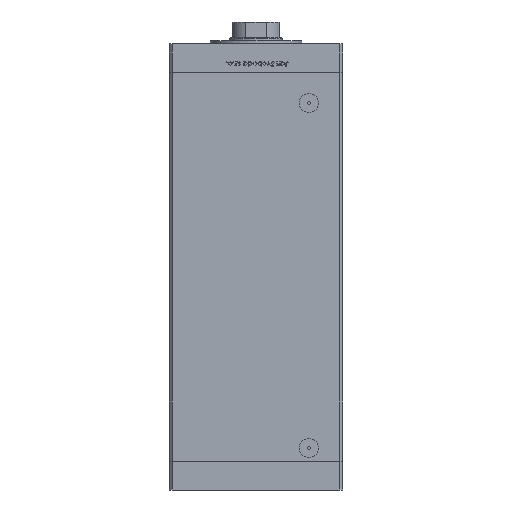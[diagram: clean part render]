
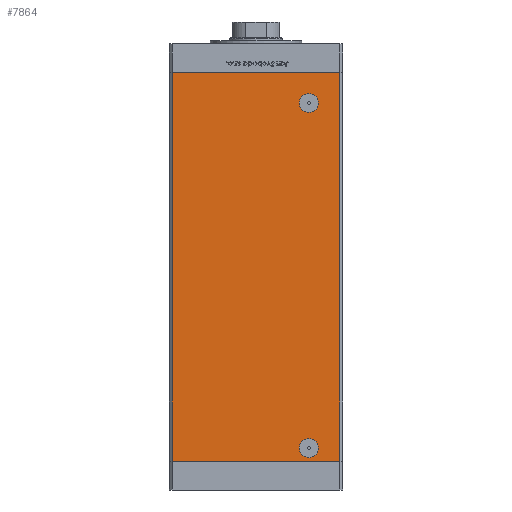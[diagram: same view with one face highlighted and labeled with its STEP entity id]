
A CAD part, front view. The second image highlights one B-rep face of the part: STEP entity #7864.
In plain terms, the highlighted planar face has unit normal (0, -1, 0).
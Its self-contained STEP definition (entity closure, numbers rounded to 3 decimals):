
#556 = FACE_BOUND ( 'NONE', #15008, .T. ) ;
#1179 = DIRECTION ( 'NONE',  ( 0., 1., 0. ) ) ;
#3399 = CARTESIAN_POINT ( 'NONE',  ( 58., -51., 268.5 ) ) ;
#3447 = AXIS2_PLACEMENT_3D ( 'NONE', #16473, #9076, #32559 ) ;
#3520 = VECTOR ( 'NONE', #44662, 1000. ) ;
#4212 = VERTEX_POINT ( 'NONE', #27604 ) ;
#4247 = AXIS2_PLACEMENT_3D ( 'NONE', #12768, #1179, #17777 ) ;
#5099 = CARTESIAN_POINT ( 'NONE',  ( 36.5, -51., 247.5 ) ) ;
#7864 = ADVANCED_FACE ( 'NONE', ( #12926, #37695, #556 ), #44834, .F. ) ;
#8600 = AXIS2_PLACEMENT_3D ( 'NONE', #5099, #31622, #47678 ) ;
#9076 = DIRECTION ( 'NONE',  ( 0., -1., 0. ) ) ;
#10541 = CARTESIAN_POINT ( 'NONE',  ( -58., -51., 268.5 ) ) ;
#10721 = VECTOR ( 'NONE', #35553, 1000. ) ;
#11633 = EDGE_CURVE ( 'NONE', #15300, #27898, #48000, .T. ) ;
#12768 = CARTESIAN_POINT ( 'NONE',  ( 36.5, -51., 247.5 ) ) ;
#12921 = EDGE_CURVE ( 'NONE', #13362, #27058, #25551, .T. ) ;
#12926 = FACE_BOUND ( 'NONE', #19938, .T. ) ;
#13362 = VERTEX_POINT ( 'NONE', #51626 ) ;
#13997 = DIRECTION ( 'NONE',  ( 0., 0., -1. ) ) ;
#15008 = EDGE_LOOP ( 'NONE', ( #51074, #50347 ) ) ;
#15300 = VERTEX_POINT ( 'NONE', #24883 ) ;
#16392 = CARTESIAN_POINT ( 'NONE',  ( 58., -51., 0. ) ) ;
#16473 = CARTESIAN_POINT ( 'NONE',  ( 36.5, -51., 9. ) ) ;
#17777 = DIRECTION ( 'NONE',  ( 0., 0., -1. ) ) ;
#18222 = CARTESIAN_POINT ( 'NONE',  ( 36.5, -51., 9. ) ) ;
#19938 = EDGE_LOOP ( 'NONE', ( #23989, #36886 ) ) ;
#20119 = VERTEX_POINT ( 'NONE', #27587 ) ;
#21918 = CARTESIAN_POINT ( 'NONE',  ( -58., -51., 0. ) ) ;
#23896 = ORIENTED_EDGE ( 'NONE', *, *, #46152, .F. ) ;
#23989 = ORIENTED_EDGE ( 'NONE', *, *, #39070, .F. ) ;
#24423 = AXIS2_PLACEMENT_3D ( 'NONE', #37191, #33759, #36665 ) ;
#24883 = CARTESIAN_POINT ( 'NONE',  ( 36.5, -51., 240.92 ) ) ;
#25551 = CIRCLE ( 'NONE', #28938, 6.58 ) ;
#27058 = VERTEX_POINT ( 'NONE', #41049 ) ;
#27587 = CARTESIAN_POINT ( 'NONE',  ( -58., -51., 268.5 ) ) ;
#27604 = CARTESIAN_POINT ( 'NONE',  ( 58., -51., 268.5 ) ) ;
#27823 = ORIENTED_EDGE ( 'NONE', *, *, #43317, .T. ) ;
#27898 = VERTEX_POINT ( 'NONE', #37856 ) ;
#28639 = LINE ( 'NONE', #37321, #33802 ) ;
#28767 = CIRCLE ( 'NONE', #8600, 6.58 ) ;
#28938 = AXIS2_PLACEMENT_3D ( 'NONE', #18222, #34303, #13997 ) ;
#29788 = EDGE_CURVE ( 'NONE', #4212, #46499, #39224, .T. ) ;
#30842 = LINE ( 'NONE', #10541, #44821 ) ;
#31622 = DIRECTION ( 'NONE',  ( 0., 1., 0. ) ) ;
#32559 = DIRECTION ( 'NONE',  ( 0., 0., -1. ) ) ;
#33759 = DIRECTION ( 'NONE',  ( 0., 1., 0. ) ) ;
#33802 = VECTOR ( 'NONE', #44714, 1000. ) ;
#34303 = DIRECTION ( 'NONE',  ( 0., -1., 0. ) ) ;
#34413 = EDGE_LOOP ( 'NONE', ( #48580, #47415, #23896, #27823 ) ) ;
#35553 = DIRECTION ( 'NONE',  ( 0., 0., -1. ) ) ;
#36665 = DIRECTION ( 'NONE',  ( 0., 0., 1. ) ) ;
#36886 = ORIENTED_EDGE ( 'NONE', *, *, #12921, .F. ) ;
#37191 = CARTESIAN_POINT ( 'NONE',  ( -58., -51., 268.5 ) ) ;
#37321 = CARTESIAN_POINT ( 'NONE',  ( -58., -51., 268.5 ) ) ;
#37695 = FACE_OUTER_BOUND ( 'NONE', #34413, .T. ) ;
#37856 = CARTESIAN_POINT ( 'NONE',  ( 36.5, -51., 254.08 ) ) ;
#39070 = EDGE_CURVE ( 'NONE', #27058, #13362, #49762, .T. ) ;
#39224 = LINE ( 'NONE', #3399, #10721 ) ;
#39262 = DIRECTION ( 'NONE',  ( 0., 0., -1. ) ) ;
#40951 = CARTESIAN_POINT ( 'NONE',  ( -58., -51., 0. ) ) ;
#41049 = CARTESIAN_POINT ( 'NONE',  ( 36.5, -51., 2.42 ) ) ;
#41406 = EDGE_CURVE ( 'NONE', #27898, #15300, #28767, .T. ) ;
#43221 = VERTEX_POINT ( 'NONE', #21918 ) ;
#43317 = EDGE_CURVE ( 'NONE', #20119, #43221, #30842, .T. ) ;
#44662 = DIRECTION ( 'NONE',  ( 1., 0., 0. ) ) ;
#44714 = DIRECTION ( 'NONE',  ( 1., 0., 0. ) ) ;
#44821 = VECTOR ( 'NONE', #39262, 1000. ) ;
#44834 = PLANE ( 'NONE',  #24423 ) ;
#46152 = EDGE_CURVE ( 'NONE', #20119, #4212, #28639, .T. ) ;
#46268 = EDGE_CURVE ( 'NONE', #43221, #46499, #49132, .T. ) ;
#46499 = VERTEX_POINT ( 'NONE', #16392 ) ;
#47415 = ORIENTED_EDGE ( 'NONE', *, *, #29788, .F. ) ;
#47678 = DIRECTION ( 'NONE',  ( 0., 0., -1. ) ) ;
#48000 = CIRCLE ( 'NONE', #4247, 6.58 ) ;
#48580 = ORIENTED_EDGE ( 'NONE', *, *, #46268, .T. ) ;
#49132 = LINE ( 'NONE', #40951, #3520 ) ;
#49762 = CIRCLE ( 'NONE', #3447, 6.58 ) ;
#50347 = ORIENTED_EDGE ( 'NONE', *, *, #41406, .T. ) ;
#51074 = ORIENTED_EDGE ( 'NONE', *, *, #11633, .T. ) ;
#51626 = CARTESIAN_POINT ( 'NONE',  ( 36.5, -51., 15.58 ) ) ;
